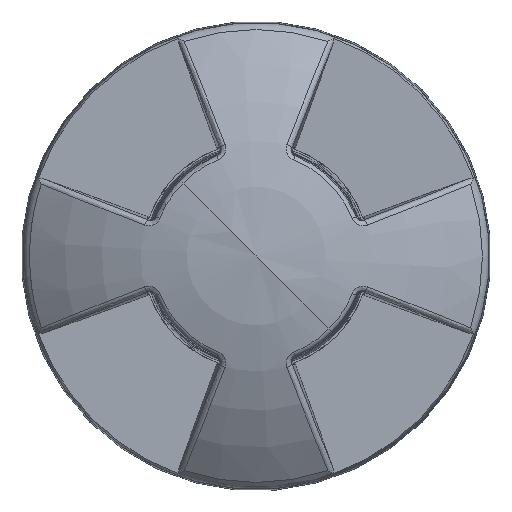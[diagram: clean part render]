
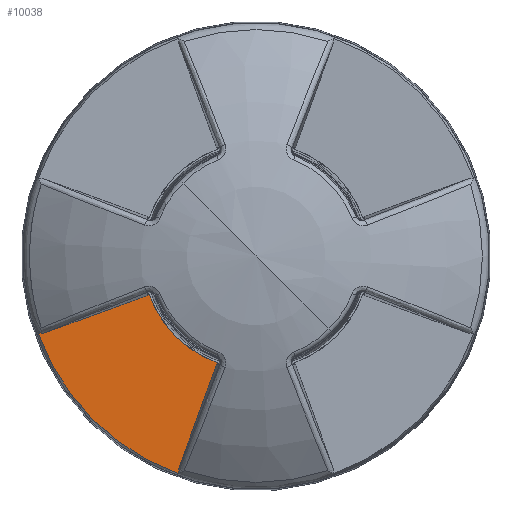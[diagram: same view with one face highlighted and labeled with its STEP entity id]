
A CAD part, left-side view. The second image highlights one B-rep face of the part: STEP entity #10038.
In plain terms, the highlighted planar face has unit normal (-1, 0, 0).
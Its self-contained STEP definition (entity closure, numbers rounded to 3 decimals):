
#242 = CARTESIAN_POINT ( 'NONE',  ( -48., 3.41, -9.367 ) ) ;
#277 = CARTESIAN_POINT ( 'NONE',  ( -48., 9.21, -3.201 ) ) ;
#550 = ORIENTED_EDGE ( 'NONE', *, *, #13016, .T. ) ;
#819 = CARTESIAN_POINT ( 'NONE',  ( -48., 9.376, -3.413 ) ) ;
#905 = CARTESIAN_POINT ( 'NONE',  ( -48., 6.612, -18.691 ) ) ;
#1092 = B_SPLINE_CURVE_WITH_KNOTS ( 'NONE', 3,
 ( #12936, #1935, #819, #14101 ),
 .UNSPECIFIED., .F., .F.,
 ( 4, 4 ),
 ( 0., 0. ),
 .UNSPECIFIED. ) ;
#1205 = DIRECTION ( 'NONE',  ( 0., -0.707, -0.707 ) ) ;
#1401 = CARTESIAN_POINT ( 'NONE',  ( -48., 3.407, -9.359 ) ) ;
#1639 = ORIENTED_EDGE ( 'NONE', *, *, #11474, .T. ) ;
#1897 = LINE ( 'NONE', #7986, #3813 ) ;
#1935 = CARTESIAN_POINT ( 'NONE',  ( -48., 9.367, -3.41 ) ) ;
#1983 = CIRCLE ( 'NONE', #2794, 19.826 ) ;
#2058 = CARTESIAN_POINT ( 'NONE',  ( -48., 3.15, -9.227 ) ) ;
#2090 = CARTESIAN_POINT ( 'NONE',  ( -48., 18.586, -6.646 ) ) ;
#2315 = CARTESIAN_POINT ( 'NONE',  ( -48., 9.359, -3.407 ) ) ;
#2463 = DIRECTION ( 'NONE',  ( 1., 0., 0. ) ) ;
#2794 = AXIS2_PLACEMENT_3D ( 'NONE', #4261, #6524, #7648 ) ;
#3213 = VERTEX_POINT ( 'NONE', #11110 ) ;
#3251 = CARTESIAN_POINT ( 'NONE',  ( -48., 6.569, -18.048 ) ) ;
#3301 = PLANE ( 'NONE',  #8998 ) ;
#3351 = CARTESIAN_POINT ( 'NONE',  ( -48., 6.632, -18.257 ) ) ;
#3417 = CARTESIAN_POINT ( 'NONE',  ( -48., 3.407, -9.359 ) ) ;
#3517 = VECTOR ( 'NONE', #7236, 1000. ) ;
#3579 = CARTESIAN_POINT ( 'NONE',  ( -48., 9.214, -3.259 ) ) ;
#3690 = EDGE_CURVE ( 'NONE', #11839, #10458, #1983, .T. ) ;
#3813 = VECTOR ( 'NONE', #4646, 1000. ) ;
#4135 = CARTESIAN_POINT ( 'NONE',  ( -48., 3.259, -9.214 ) ) ;
#4160 = VERTEX_POINT ( 'NONE', #10886 ) ;
#4261 = CARTESIAN_POINT ( 'NONE',  ( -48., 0., 0. ) ) ;
#4471 = ORIENTED_EDGE ( 'NONE', *, *, #4889, .F. ) ;
#4543 = AXIS2_PLACEMENT_3D ( 'NONE', #9108, #2463, #11273 ) ;
#4550 = LINE ( 'NONE', #11779, #3517 ) ;
#4646 = DIRECTION ( 'NONE',  ( 0., 0.342, -0.94 ) ) ;
#4889 = EDGE_CURVE ( 'NONE', #3213, #5098, #4550, .T. ) ;
#4993 = CARTESIAN_POINT ( 'NONE',  ( -48., 9.227, -3.15 ) ) ;
#5093 = CARTESIAN_POINT ( 'NONE',  ( -48., 3.416, -9.385 ) ) ;
#5098 = VERTEX_POINT ( 'NONE', #11264 ) ;
#5461 = ORIENTED_EDGE ( 'NONE', *, *, #13406, .T. ) ;
#5560 = DIRECTION ( 'NONE',  ( 1., 0., 0. ) ) ;
#5844 = CARTESIAN_POINT ( 'NONE',  ( -48., 3.413, -9.376 ) ) ;
#6371 = B_SPLINE_CURVE_WITH_KNOTS ( 'NONE', 3,
 ( #12098, #10755, #12996, #14104, #2090, #8663 ),
 .UNSPECIFIED., .F., .F.,
 ( 4, 2, 4 ),
 ( 0., 0., 0.001 ),
 .UNSPECIFIED. ) ;
#6442 = CARTESIAN_POINT ( 'NONE',  ( -48., 3.354, -9.263 ) ) ;
#6524 = DIRECTION ( 'NONE',  ( 1., 0., 0. ) ) ;
#6685 = CARTESIAN_POINT ( 'NONE',  ( -48., 6.645, -18.587 ) ) ;
#7043 = FACE_OUTER_BOUND ( 'NONE', #9481, .T. ) ;
#7236 = DIRECTION ( 'NONE',  ( 0., -0.94, 0.342 ) ) ;
#7422 = ORIENTED_EDGE ( 'NONE', *, *, #9264, .T. ) ;
#7520 = CARTESIAN_POINT ( 'NONE',  ( -48., 6.569, -18.048 ) ) ;
#7563 = CARTESIAN_POINT ( 'NONE',  ( -48., 3.201, -9.21 ) ) ;
#7648 = DIRECTION ( 'NONE',  ( 0., 0.707, 0.707 ) ) ;
#7703 = CARTESIAN_POINT ( 'NONE',  ( -48., 6.606, -18.151 ) ) ;
#7924 = ORIENTED_EDGE ( 'NONE', *, *, #12095, .T. ) ;
#7986 = CARTESIAN_POINT ( 'NONE',  ( -48., 3.249, -8.927 ) ) ;
#8004 = EDGE_CURVE ( 'NONE', #8218, #8306, #1897, .T. ) ;
#8024 = CARTESIAN_POINT ( 'NONE',  ( -48., 9.307, -3.391 ) ) ;
#8218 = VERTEX_POINT ( 'NONE', #5093 ) ;
#8306 = VERTEX_POINT ( 'NONE', #7520 ) ;
#8663 = CARTESIAN_POINT ( 'NONE',  ( -48., 18.691, -6.612 ) ) ;
#8679 = ORIENTED_EDGE ( 'NONE', *, *, #8004, .F. ) ;
#8998 = AXIS2_PLACEMENT_3D ( 'NONE', #11000, #5560, #1205 ) ;
#9108 = CARTESIAN_POINT ( 'NONE',  ( -48., 0., 0. ) ) ;
#9128 = CARTESIAN_POINT ( 'NONE',  ( -48., 3.416, -9.385 ) ) ;
#9264 = EDGE_CURVE ( 'NONE', #12127, #5098, #1092, .T. ) ;
#9481 = EDGE_LOOP ( 'NONE', ( #10054, #1639, #8679, #13558, #5461, #7924, #550, #7422, #4471, #11860 ) ) ;
#9794 = CARTESIAN_POINT ( 'NONE',  ( -48., 6.651, -18.476 ) ) ;
#9945 = CARTESIAN_POINT ( 'NONE',  ( -48., 6.612, -18.691 ) ) ;
#10003 = EDGE_CURVE ( 'NONE', #3213, #10458, #6371, .T. ) ;
#10038 = ADVANCED_FACE ( 'NONE', ( #7043 ), #3301, .F. ) ;
#10054 = ORIENTED_EDGE ( 'NONE', *, *, #3690, .F. ) ;
#10165 = EDGE_CURVE ( 'NONE', #8218, #4160, #13701, .T. ) ;
#10270 = CARTESIAN_POINT ( 'NONE',  ( -48., 9.263, -3.354 ) ) ;
#10305 = CIRCLE ( 'NONE', #4543, 9.75 ) ;
#10458 = VERTEX_POINT ( 'NONE', #10981 ) ;
#10755 = CARTESIAN_POINT ( 'NONE',  ( -48., 18.151, -6.606 ) ) ;
#10773 = B_SPLINE_CURVE_WITH_KNOTS ( 'NONE', 3,
 ( #11380, #277, #3579, #10270, #8024, #2315 ),
 .UNSPECIFIED., .F., .F.,
 ( 4, 2, 4 ),
 ( 0., 0., 0. ),
 .UNSPECIFIED. ) ;
#10886 = CARTESIAN_POINT ( 'NONE',  ( -48., 3.407, -9.359 ) ) ;
#10971 = VERTEX_POINT ( 'NONE', #4993 ) ;
#10981 = CARTESIAN_POINT ( 'NONE',  ( -48., 18.691, -6.612 ) ) ;
#11000 = CARTESIAN_POINT ( 'NONE',  ( -48., 0., 0. ) ) ;
#11110 = CARTESIAN_POINT ( 'NONE',  ( -48., 18.048, -6.569 ) ) ;
#11264 = CARTESIAN_POINT ( 'NONE',  ( -48., 9.385, -3.416 ) ) ;
#11273 = DIRECTION ( 'NONE',  ( 0., 0.707, 0.707 ) ) ;
#11380 = CARTESIAN_POINT ( 'NONE',  ( -48., 9.227, -3.15 ) ) ;
#11474 = EDGE_CURVE ( 'NONE', #11839, #8306, #14170, .T. ) ;
#11779 = CARTESIAN_POINT ( 'NONE',  ( -48., 8.927, -3.249 ) ) ;
#11815 = B_SPLINE_CURVE_WITH_KNOTS ( 'NONE', 3,
 ( #3417, #11963, #6442, #4135, #7563, #2058 ),
 .UNSPECIFIED., .F., .F.,
 ( 4, 2, 4 ),
 ( 0., 0., 0. ),
 .UNSPECIFIED. ) ;
#11839 = VERTEX_POINT ( 'NONE', #905 ) ;
#11860 = ORIENTED_EDGE ( 'NONE', *, *, #10003, .T. ) ;
#11963 = CARTESIAN_POINT ( 'NONE',  ( -48., 3.391, -9.307 ) ) ;
#12095 = EDGE_CURVE ( 'NONE', #12904, #10971, #10305, .T. ) ;
#12098 = CARTESIAN_POINT ( 'NONE',  ( -48., 18.048, -6.569 ) ) ;
#12127 = VERTEX_POINT ( 'NONE', #13515 ) ;
#12183 = CARTESIAN_POINT ( 'NONE',  ( -48., 3.15, -9.227 ) ) ;
#12904 = VERTEX_POINT ( 'NONE', #12183 ) ;
#12936 = CARTESIAN_POINT ( 'NONE',  ( -48., 9.359, -3.407 ) ) ;
#12996 = CARTESIAN_POINT ( 'NONE',  ( -48., 18.257, -6.632 ) ) ;
#13016 = EDGE_CURVE ( 'NONE', #10971, #12127, #10773, .T. ) ;
#13406 = EDGE_CURVE ( 'NONE', #4160, #12904, #11815, .T. ) ;
#13515 = CARTESIAN_POINT ( 'NONE',  ( -48., 9.359, -3.407 ) ) ;
#13558 = ORIENTED_EDGE ( 'NONE', *, *, #10165, .T. ) ;
#13701 = B_SPLINE_CURVE_WITH_KNOTS ( 'NONE', 3,
 ( #9128, #5844, #242, #1401 ),
 .UNSPECIFIED., .F., .F.,
 ( 4, 4 ),
 ( 0., 0. ),
 .UNSPECIFIED. ) ;
#14101 = CARTESIAN_POINT ( 'NONE',  ( -48., 9.385, -3.416 ) ) ;
#14104 = CARTESIAN_POINT ( 'NONE',  ( -48., 18.473, -6.651 ) ) ;
#14170 = B_SPLINE_CURVE_WITH_KNOTS ( 'NONE', 3,
 ( #9945, #6685, #9794, #3351, #7703, #3251 ),
 .UNSPECIFIED., .F., .F.,
 ( 4, 2, 4 ),
 ( 0., 0.001, 0.001 ),
 .UNSPECIFIED. ) ;
